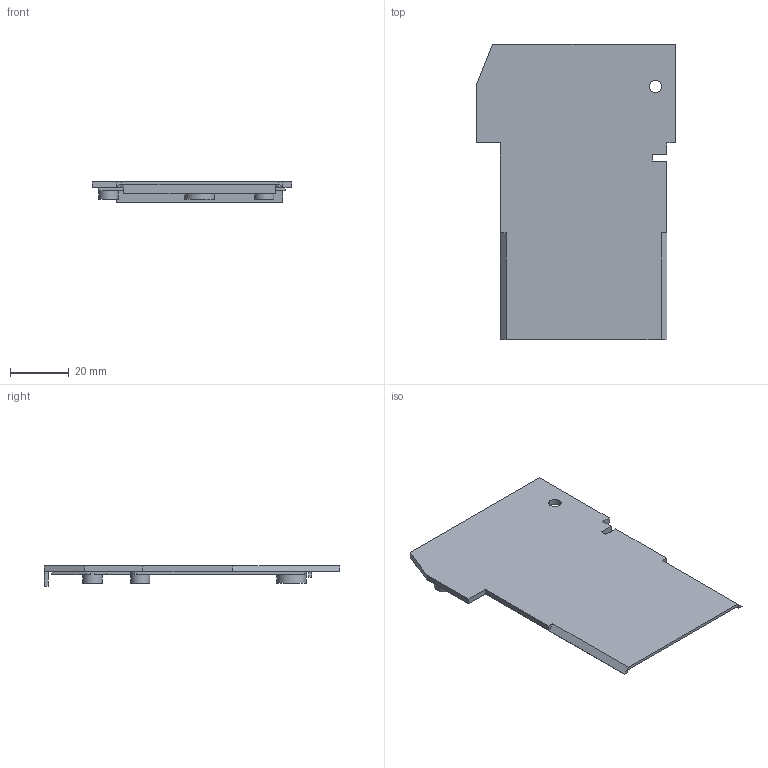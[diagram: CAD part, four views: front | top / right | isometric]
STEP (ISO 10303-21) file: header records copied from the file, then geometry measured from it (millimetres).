
FILE_DESCRIPTION(/* description */ (''),/* implementation_level */ '2;1');
FILE_NAME(/* name */ 'GB Interceptor Top.step',/* time_stamp */ '2022-12-25T21:02:22-06:00',/* author */ (''),/* organization */ (''),/* preprocessor_version */ 'ST-DEVELOPER v18.1',/* originating_system */ 'Autodesk Translation Framework v10.13.0.1454',/* authorisation */ '');
FILE_SCHEMA (('AUTOMOTIVE_DESIGN { 1 0 10303 214 3 1 1 }'));
Length unit declared in the file: millimetre
Products named in the file (1): GB Interceptor Shell
Bounding box: 67.9 x 100.7 x 6.99 mm (x, y, z)
Volume: 12468.1 mm3; surface area: 14390.5 mm2
Topology: 1 solids, 1 shells, 88 faces, 242 edges, 161 vertices
Faces by surface type: plane 78, cylinder 10
Full cylindrical faces by diameter (mm): 3.55 x2, 3.6 x1, 4.175 x1, 6.5 x1, 6.6 x1, 10.117 x1
Entity records: 2799 total; most frequent: CARTESIAN_POINT 492, ORIENTED_EDGE 484, DIRECTION 444, EDGE_CURVE 242, LINE 218, VECTOR 218, VERTEX_POINT 161, AXIS2_PLACEMENT_3D 113
